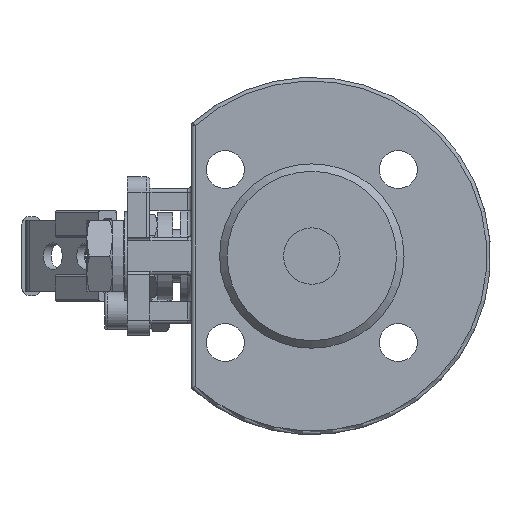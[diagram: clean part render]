
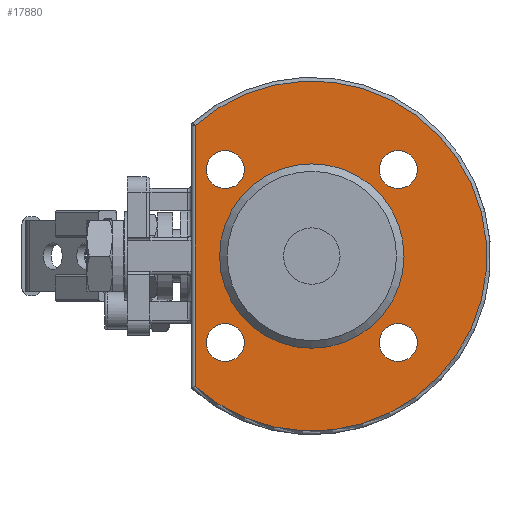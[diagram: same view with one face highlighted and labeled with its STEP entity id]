
A CAD part, left-side view. The second image highlights one B-rep face of the part: STEP entity #17880.
In plain terms, the highlighted planar face has unit normal (-1, 0, 0).
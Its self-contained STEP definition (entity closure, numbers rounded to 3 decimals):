
#1734=LINE('',#65679,#3113);
#3113=VECTOR('',#22863,69.318);
#3947=FACE_BOUND('',#5940,.T.);
#3948=FACE_BOUND('',#5941,.T.);
#3949=FACE_BOUND('',#5942,.T.);
#3950=FACE_BOUND('',#5943,.T.);
#3951=FACE_BOUND('',#5944,.T.);
#4888=FACE_OUTER_BOUND('',#5939,.T.);
#5939=EDGE_LOOP('',(#15332,#15333));
#5940=EDGE_LOOP('',(#15334));
#5941=EDGE_LOOP('',(#15335));
#5942=EDGE_LOOP('',(#15336));
#5943=EDGE_LOOP('',(#15337));
#5944=EDGE_LOOP('',(#15338));
#6461=CIRCLE('',#19087,46.5);
#6467=CIRCLE('',#19099,24.5);
#6468=CIRCLE('',#19100,5.053);
#6469=CIRCLE('',#19101,5.053);
#6470=CIRCLE('',#19102,5.053);
#6471=CIRCLE('',#19103,5.053);
#8074=VERTEX_POINT('',#65672);
#8076=VERTEX_POINT('',#65678);
#8079=VERTEX_POINT('',#65712);
#8080=VERTEX_POINT('',#65714);
#8081=VERTEX_POINT('',#65716);
#8082=VERTEX_POINT('',#65718);
#8083=VERTEX_POINT('',#65720);
#10520=EDGE_CURVE('',#8076,#8074,#1734,.T.);
#10523=EDGE_CURVE('',#8074,#8076,#6461,.T.);
#10531=EDGE_CURVE('',#8079,#8079,#6467,.T.);
#10532=EDGE_CURVE('',#8080,#8080,#6468,.T.);
#10533=EDGE_CURVE('',#8081,#8081,#6469,.T.);
#10534=EDGE_CURVE('',#8082,#8082,#6470,.T.);
#10535=EDGE_CURVE('',#8083,#8083,#6471,.T.);
#15332=ORIENTED_EDGE('',*,*,#10520,.F.);
#15333=ORIENTED_EDGE('',*,*,#10523,.F.);
#15334=ORIENTED_EDGE('',*,*,#10531,.T.);
#15335=ORIENTED_EDGE('',*,*,#10532,.T.);
#15336=ORIENTED_EDGE('',*,*,#10533,.T.);
#15337=ORIENTED_EDGE('',*,*,#10534,.T.);
#15338=ORIENTED_EDGE('',*,*,#10535,.T.);
#15993=PLANE('',#19098);
#17880=ADVANCED_FACE('',(#4888,#3947,#3948,#3949,#3950,#3951),#15993,.T.);
#19087=AXIS2_PLACEMENT_3D('',#65696,#22868,#22869);
#19098=AXIS2_PLACEMENT_3D('',#65711,#22892,#22893);
#19099=AXIS2_PLACEMENT_3D('',#65713,#22894,#22895);
#19100=AXIS2_PLACEMENT_3D('',#65715,#22896,#22897);
#19101=AXIS2_PLACEMENT_3D('',#65717,#22898,#22899);
#19102=AXIS2_PLACEMENT_3D('',#65719,#22900,#22901);
#19103=AXIS2_PLACEMENT_3D('',#65721,#22902,#22903);
#22863=DIRECTION('',(0.,0.,1.));
#22868=DIRECTION('center_axis',(1.,0.,0.));
#22869=DIRECTION('ref_axis',(0.,-1.,0.));
#22892=DIRECTION('center_axis',(-1.,0.,0.));
#22893=DIRECTION('ref_axis',(0.,0.,1.));
#22894=DIRECTION('center_axis',(1.,0.,0.));
#22895=DIRECTION('ref_axis',(0.,1.,0.));
#22896=DIRECTION('center_axis',(1.,0.,0.));
#22897=DIRECTION('ref_axis',(0.,0.,1.));
#22898=DIRECTION('center_axis',(1.,0.,0.));
#22899=DIRECTION('ref_axis',(0.,-1.,0.));
#22900=DIRECTION('center_axis',(1.,0.,0.));
#22901=DIRECTION('ref_axis',(0.,0.,-1.));
#22902=DIRECTION('center_axis',(1.,0.,0.));
#22903=DIRECTION('ref_axis',(0.,1.,0.));
#65672=CARTESIAN_POINT('',(-19.,31.,34.659));
#65678=CARTESIAN_POINT('',(-19.,31.,-34.659));
#65679=CARTESIAN_POINT('',(-19.,31.,-26.999));
#65696=CARTESIAN_POINT('Origin',(-19.,0.,0.));
#65711=CARTESIAN_POINT('Origin',(-19.,36.,0.));
#65712=CARTESIAN_POINT('',(-19.,24.5,0.));
#65713=CARTESIAN_POINT('Origin',(-19.,0.,0.));
#65714=CARTESIAN_POINT('',(-19.,22.981,28.034));
#65715=CARTESIAN_POINT('Origin',(-19.,22.981,22.981));
#65716=CARTESIAN_POINT('',(-19.,-28.034,22.981));
#65717=CARTESIAN_POINT('Origin',(-19.,-22.981,22.981));
#65718=CARTESIAN_POINT('',(-19.,-22.981,-28.034));
#65719=CARTESIAN_POINT('Origin',(-19.,-22.981,-22.981));
#65720=CARTESIAN_POINT('',(-19.,28.034,-22.981));
#65721=CARTESIAN_POINT('Origin',(-19.,22.981,-22.981));
